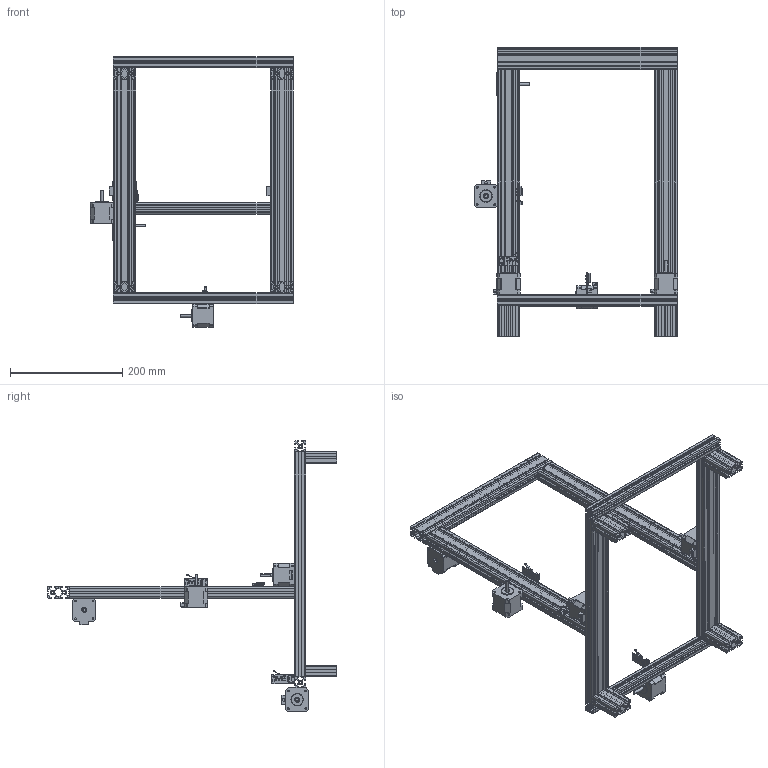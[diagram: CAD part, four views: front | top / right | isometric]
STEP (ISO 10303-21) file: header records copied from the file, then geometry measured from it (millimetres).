
FILE_DESCRIPTION(/* description */ (''),/* implementation_level */ '2;1');
FILE_NAME(/* name */ 'MetalFunk v1.step',/* time_stamp */ '2024-03-27T21:47:45-05:00',/* author */ (''),/* organization */ (''),/* preprocessor_version */ 'ST-DEVELOPER v20',/* originating_system */ 'Autodesk Translation Framework v12.20.1.177',/* authorisation */ '');
FILE_SCHEMA (('AUTOMOTIVE_DESIGN { 1 0 10303 214 3 1 1 }'));
Products named in the file (13): MetalFunk; Frame; 2040 - YA; 2020- XA; 2040 - Z_Leg; 2040 - ZMain; Frame Top; Z-Axis; X-Axis; Y-Axis; End Stop Switch v5; E-Axis; Nema 17 model v2
Assembly tree (24 placements, depth 3):
  MetalFunk
    Frame
      2020- XA  x2
      2040 - YA  x2
      2040 - Z_Leg  x4
      2040 - ZMain  x2
      Frame Top
    Z-Axis
      Nema 17 model v2  x2
    X-Axis
      Nema 17 model v2
      End Stop Switch v5
    Y-Axis
      Nema 17 model v2
      End Stop Switch v5  x2
    E-Axis
      Nema 17 model v2
Bounding box: 361.5 x 515.3 x 481.5 mm (x, y, z)
Volume: 1132654.8 mm3; surface area: 859123.6 mm2
Topology: 19 solids, 19 shells, 2818 faces, 8329 edges, 5703 vertices
Faces by surface type: plane 1583, cylinder 1044, bspline 98, torus 93
Full cylindrical faces by diameter (mm): 0.6 x39, 2 x6, 2.529 x140, 3 x12, 3.086 x140, 4.3 x12, 4.4 x8, 4.999 x5, 5 x5, 9 x10, 21 x5, 22 x5
Entity records: 54798 total; most frequent: CARTESIAN_POINT 29557, ORIENTED_EDGE 5392, DIRECTION 4887, EDGE_CURVE 2696, VERTEX_POINT 1821, LINE 1751, VECTOR 1751, AXIS2_PLACEMENT_3D 1568
